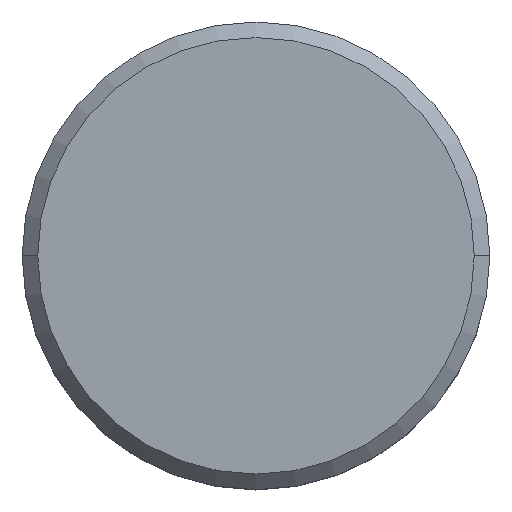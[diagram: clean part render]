
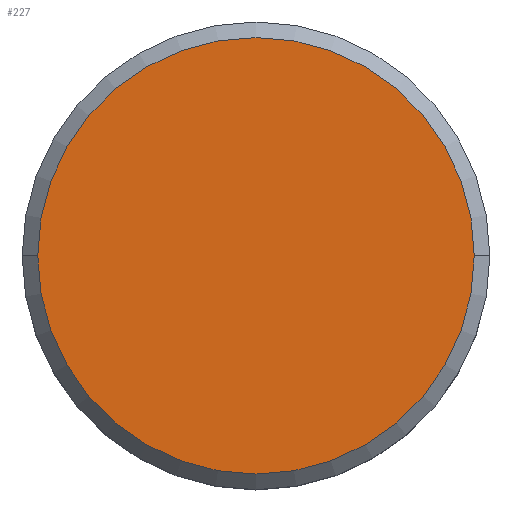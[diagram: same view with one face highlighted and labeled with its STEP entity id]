
A CAD part, top view. The second image highlights one B-rep face of the part: STEP entity #227.
In plain terms, the highlighted planar face has unit normal (0, 0, 1).
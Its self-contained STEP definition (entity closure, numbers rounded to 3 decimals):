
#37 = VERTEX_POINT ( 'NONE', #111 ) ;
#40 = DIRECTION ( 'NONE',  ( 1., 0., 0. ) ) ;
#64 = ORIENTED_EDGE ( 'NONE', *, *, #285, .T. ) ;
#77 = EDGE_LOOP ( 'NONE', ( #392, #64 ) ) ;
#78 = DIRECTION ( 'NONE',  ( 0., 0., 1. ) ) ;
#97 = DIRECTION ( 'NONE',  ( 1., 0., 0. ) ) ;
#111 = CARTESIAN_POINT ( 'NONE',  ( 7., 0., 0. ) ) ;
#119 = CIRCLE ( 'NONE', #319, 7. ) ;
#133 = CIRCLE ( 'NONE', #393, 7. ) ;
#178 = PLANE ( 'NONE',  #479 ) ;
#187 = DIRECTION ( 'NONE',  ( 1., 0., 0. ) ) ;
#193 = DIRECTION ( 'NONE',  ( 0., 0., 1. ) ) ;
#227 = ADVANCED_FACE ( 'NONE', ( #406 ), #178, .T. ) ;
#238 = DIRECTION ( 'NONE',  ( 0., 0., 1. ) ) ;
#248 = CARTESIAN_POINT ( 'NONE',  ( 0., 0., 0. ) ) ;
#264 = CARTESIAN_POINT ( 'NONE',  ( 0., 0., 0. ) ) ;
#285 = EDGE_CURVE ( 'NONE', #37, #350, #133, .T. ) ;
#292 = CARTESIAN_POINT ( 'NONE',  ( -7., 0., 0. ) ) ;
#319 = AXIS2_PLACEMENT_3D ( 'NONE', #264, #78, #187 ) ;
#350 = VERTEX_POINT ( 'NONE', #292 ) ;
#392 = ORIENTED_EDGE ( 'NONE', *, *, #592, .T. ) ;
#393 = AXIS2_PLACEMENT_3D ( 'NONE', #248, #193, #97 ) ;
#406 = FACE_OUTER_BOUND ( 'NONE', #77, .T. ) ;
#479 = AXIS2_PLACEMENT_3D ( 'NONE', #586, #238, #40 ) ;
#586 = CARTESIAN_POINT ( 'NONE',  ( 0., 0., 0. ) ) ;
#592 = EDGE_CURVE ( 'NONE', #350, #37, #119, .T. ) ;
